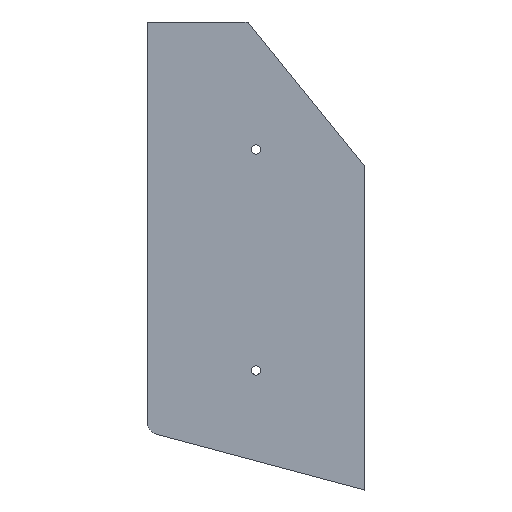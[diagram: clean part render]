
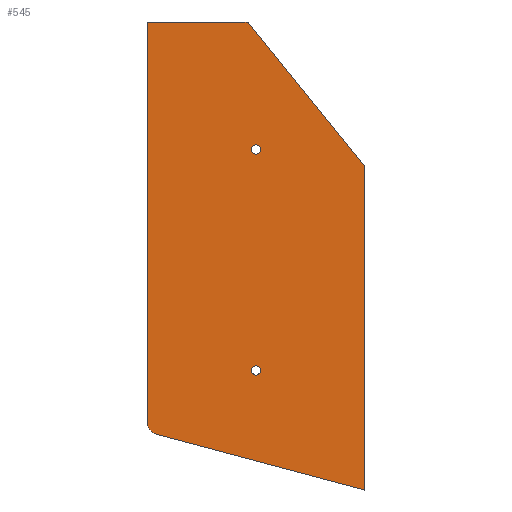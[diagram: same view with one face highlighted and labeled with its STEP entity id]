
A CAD part, top view. The second image highlights one B-rep face of the part: STEP entity #545.
In plain terms, the highlighted planar face has unit normal (0, 0, 1).
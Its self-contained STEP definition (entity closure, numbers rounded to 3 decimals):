
#24=FACE_BOUND('',#66,.T.);
#25=FACE_BOUND('',#67,.T.);
#35=FACE_OUTER_BOUND('',#65,.T.);
#65=EDGE_LOOP('',(#409,#410,#411,#412,#413,#414));
#66=EDGE_LOOP('',(#415));
#67=EDGE_LOOP('',(#416));
#97=CIRCLE('',#592,5.);
#98=CIRCLE('',#596,1.75);
#99=CIRCLE('',#597,1.75);
#126=LINE('',#834,#188);
#129=LINE('',#839,#191);
#131=LINE('',#843,#193);
#134=LINE('',#851,#196);
#135=LINE('',#853,#197);
#188=VECTOR('',#663,10.);
#191=VECTOR('',#668,10.);
#193=VECTOR('',#672,10.);
#196=VECTOR('',#681,10.);
#197=VECTOR('',#684,10.);
#255=VERTEX_POINT('',#831);
#256=VERTEX_POINT('',#833);
#257=VERTEX_POINT('',#837);
#258=VERTEX_POINT('',#841);
#259=VERTEX_POINT('',#845);
#260=VERTEX_POINT('',#849);
#261=VERTEX_POINT('',#855);
#262=VERTEX_POINT('',#857);
#308=EDGE_CURVE('',#255,#256,#126,.T.);
#311=EDGE_CURVE('',#257,#255,#129,.T.);
#313=EDGE_CURVE('',#258,#257,#131,.T.);
#315=EDGE_CURVE('',#259,#258,#97,.T.);
#317=EDGE_CURVE('',#260,#259,#134,.T.);
#318=EDGE_CURVE('',#256,#260,#135,.T.);
#319=EDGE_CURVE('',#261,#261,#98,.T.);
#320=EDGE_CURVE('',#262,#262,#99,.T.);
#409=ORIENTED_EDGE('',*,*,#318,.F.);
#410=ORIENTED_EDGE('',*,*,#308,.F.);
#411=ORIENTED_EDGE('',*,*,#311,.F.);
#412=ORIENTED_EDGE('',*,*,#313,.F.);
#413=ORIENTED_EDGE('',*,*,#315,.F.);
#414=ORIENTED_EDGE('',*,*,#317,.F.);
#415=ORIENTED_EDGE('',*,*,#319,.F.);
#416=ORIENTED_EDGE('',*,*,#320,.F.);
#523=PLANE('',#595);
#545=ADVANCED_FACE('',(#35,#24,#25),#523,.F.);
#592=AXIS2_PLACEMENT_3D('',#847,#676,#677);
#595=AXIS2_PLACEMENT_3D('',#854,#685,#686);
#596=AXIS2_PLACEMENT_3D('',#856,#687,#688);
#597=AXIS2_PLACEMENT_3D('',#858,#689,#690);
#663=DIRECTION('',(0.629,-0.777,0.));
#668=DIRECTION('',(1.,0.,0.));
#672=DIRECTION('',(0.,1.,0.));
#676=DIRECTION('center_axis',(0.,0.,-1.));
#677=DIRECTION('ref_axis',(-0.259,-0.966,0.));
#681=DIRECTION('',(-0.966,0.259,0.));
#684=DIRECTION('',(0.,-1.,0.));
#685=DIRECTION('center_axis',(0.,0.,-1.));
#686=DIRECTION('ref_axis',(-1.,0.,0.));
#687=DIRECTION('center_axis',(0.,0.,1.));
#688=DIRECTION('ref_axis',(-1.,0.,0.));
#689=DIRECTION('center_axis',(0.,0.,1.));
#690=DIRECTION('ref_axis',(-1.,0.,0.));
#831=CARTESIAN_POINT('',(-94.,176.135,46.));
#833=CARTESIAN_POINT('',(-50.,121.8,46.));
#834=CARTESIAN_POINT('',(-94.,176.135,46.));
#837=CARTESIAN_POINT('',(-132.,176.135,46.));
#839=CARTESIAN_POINT('',(-132.,176.135,46.));
#841=CARTESIAN_POINT('',(-132.,25.808,46.));
#843=CARTESIAN_POINT('',(-132.,25.808,46.));
#845=CARTESIAN_POINT('',(-128.294,20.979,46.));
#847=CARTESIAN_POINT('Origin',(-127.,25.808,46.));
#849=CARTESIAN_POINT('',(-50.,0.,46.));
#851=CARTESIAN_POINT('',(-50.,0.,46.));
#853=CARTESIAN_POINT('',(-50.,121.8,46.));
#854=CARTESIAN_POINT('Origin',(-91.,88.068,46.));
#855=CARTESIAN_POINT('',(-89.25,45.,46.));
#856=CARTESIAN_POINT('Origin',(-91.,45.,46.));
#857=CARTESIAN_POINT('',(-89.25,128.135,46.));
#858=CARTESIAN_POINT('Origin',(-91.,128.135,46.));
